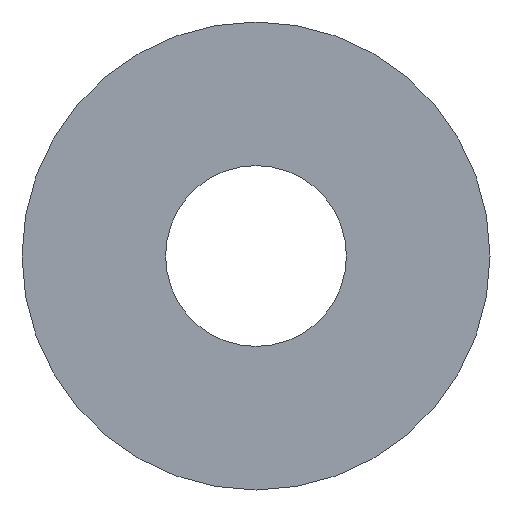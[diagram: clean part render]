
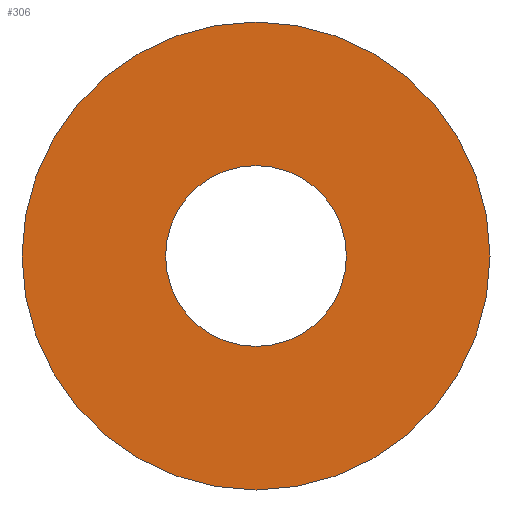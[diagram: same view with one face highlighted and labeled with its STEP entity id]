
A CAD part, front view. The second image highlights one B-rep face of the part: STEP entity #306.
In plain terms, the highlighted planar face has unit normal (0, -1, 0).
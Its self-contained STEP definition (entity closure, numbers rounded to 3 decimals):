
#1 = DIRECTION ( 'NONE',  ( 0., 0., -1. ) ) ;
#4 = EDGE_CURVE ( 'NONE', #217, #122, #216, .T. ) ;
#10 = CIRCLE ( 'NONE', #71, 4.25 ) ;
#16 = PLANE ( 'NONE',  #136 ) ;
#20 = AXIS2_PLACEMENT_3D ( 'NONE', #299, #231, #296 ) ;
#28 = EDGE_LOOP ( 'NONE', ( #201, #169 ) ) ;
#38 = CIRCLE ( 'NONE', #180, 4.25 ) ;
#39 = AXIS2_PLACEMENT_3D ( 'NONE', #176, #42, #183 ) ;
#42 = DIRECTION ( 'NONE',  ( 0., -1., 0. ) ) ;
#47 = EDGE_LOOP ( 'NONE', ( #147, #283 ) ) ;
#53 = DIRECTION ( 'NONE',  ( 0., 0., -1. ) ) ;
#71 = AXIS2_PLACEMENT_3D ( 'NONE', #219, #192, #1 ) ;
#92 = VERTEX_POINT ( 'NONE', #170 ) ;
#118 = DIRECTION ( 'NONE',  ( 0., 0., -1. ) ) ;
#122 = VERTEX_POINT ( 'NONE', #199 ) ;
#123 = FACE_OUTER_BOUND ( 'NONE', #47, .T. ) ;
#136 = AXIS2_PLACEMENT_3D ( 'NONE', #232, #149, #53 ) ;
#147 = ORIENTED_EDGE ( 'NONE', *, *, #4, .T. ) ;
#149 = DIRECTION ( 'NONE',  ( 0., -1., 0. ) ) ;
#164 = CIRCLE ( 'NONE', #20, 11. ) ;
#169 = ORIENTED_EDGE ( 'NONE', *, *, #304, .F. ) ;
#170 = CARTESIAN_POINT ( 'NONE',  ( 0., 0., 4.25 ) ) ;
#176 = CARTESIAN_POINT ( 'NONE',  ( 0., 0., 0. ) ) ;
#180 = AXIS2_PLACEMENT_3D ( 'NONE', #252, #310, #118 ) ;
#183 = DIRECTION ( 'NONE',  ( 0., 0., -1. ) ) ;
#184 = VERTEX_POINT ( 'NONE', #203 ) ;
#192 = DIRECTION ( 'NONE',  ( 0., -1., 0. ) ) ;
#199 = CARTESIAN_POINT ( 'NONE',  ( 0., 0., 11. ) ) ;
#201 = ORIENTED_EDGE ( 'NONE', *, *, #244, .F. ) ;
#203 = CARTESIAN_POINT ( 'NONE',  ( 0., 0., -4.25 ) ) ;
#216 = CIRCLE ( 'NONE', #39, 11. ) ;
#217 = VERTEX_POINT ( 'NONE', #221 ) ;
#219 = CARTESIAN_POINT ( 'NONE',  ( 0., 0., 0. ) ) ;
#221 = CARTESIAN_POINT ( 'NONE',  ( 0., 0., -11. ) ) ;
#231 = DIRECTION ( 'NONE',  ( 0., -1., 0. ) ) ;
#232 = CARTESIAN_POINT ( 'NONE',  ( 4.25, 0., 0. ) ) ;
#242 = EDGE_CURVE ( 'NONE', #122, #217, #164, .T. ) ;
#244 = EDGE_CURVE ( 'NONE', #184, #92, #38, .T. ) ;
#252 = CARTESIAN_POINT ( 'NONE',  ( 0., 0., 0. ) ) ;
#283 = ORIENTED_EDGE ( 'NONE', *, *, #242, .T. ) ;
#287 = FACE_BOUND ( 'NONE', #28, .T. ) ;
#296 = DIRECTION ( 'NONE',  ( 0., 0., -1. ) ) ;
#299 = CARTESIAN_POINT ( 'NONE',  ( 0., 0., 0. ) ) ;
#304 = EDGE_CURVE ( 'NONE', #92, #184, #10, .T. ) ;
#306 = ADVANCED_FACE ( 'NONE', ( #123, #287 ), #16, .T. ) ;
#310 = DIRECTION ( 'NONE',  ( 0., -1., 0. ) ) ;
